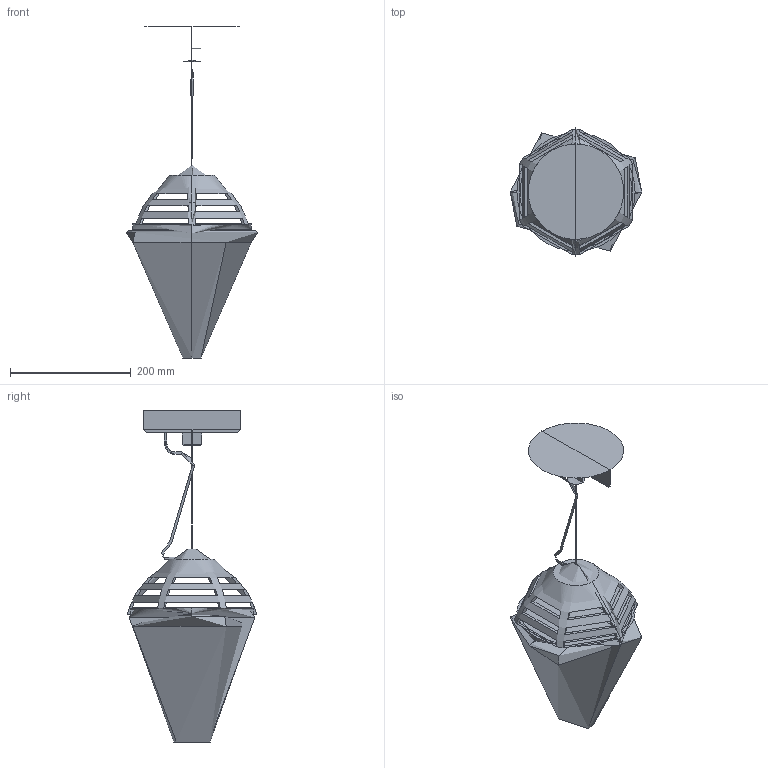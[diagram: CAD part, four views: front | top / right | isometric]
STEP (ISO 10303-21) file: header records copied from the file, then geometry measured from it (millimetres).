
FILE_DESCRIPTION(/* description */ (''),/* implementation_level */ '2;1');
FILE_NAME(/* name */ '190200_incalmo sospensione 214',/* time_stamp */ '2016-05-18T14:45:17+02:00',/* author */ (''),/* organization */ (''),/* preprocessor_version */ 'ST-DEVELOPER v10',/* originating_system */ '',/* authorisation */ '');
FILE_SCHEMA (('CONFIG_CONTROL_DESIGN'));
Length unit declared in the file: millimetre
Products named in the file (1): 1
Bounding box: 217.62 x 214 x 550.03 mm (x, y, z)
Volume: 1836918.8 mm3; surface area: 494704.8 mm2
Topology: 4 solids, 6 shells, 176 faces, 477 edges, 312 vertices
Faces by surface type: bspline 128, plane 48
Entity records: 13492 total; most frequent: CARTESIAN_POINT 10890, ORIENTED_EDGE 854, EDGE_CURVE 430, VERTEX_POINT 267, EDGE_LOOP 218, ADVANCED_FACE 176, FACE_OUTER_BOUND 176, B_SPLINE_CURVE_WITH_KNOTS 104
